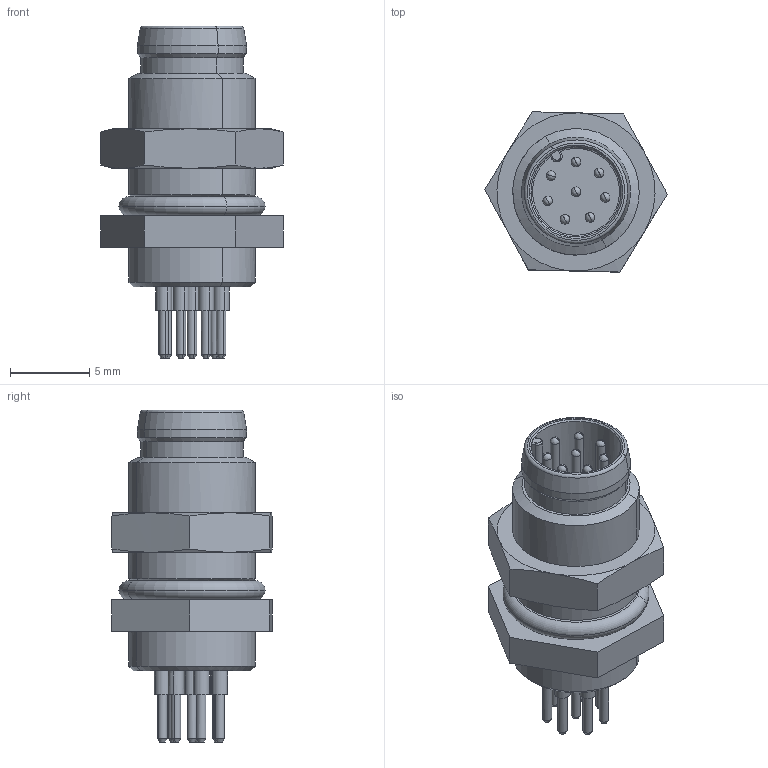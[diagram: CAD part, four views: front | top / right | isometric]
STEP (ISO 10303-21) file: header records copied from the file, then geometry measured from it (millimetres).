
FILE_DESCRIPTION(('CATIA V5 STEP Exchange','CAx-IF Rec.Pracs.--- Model Styling and Organization---1.4--- 2014-01-23'),'2;1');
FILE_NAME ('013881-2_0', '2023-10-26T05:46:26+00:00', ('none'), ('Weidmueller'), 'CATIA Version 5-6 Release 2016 SP3 HF44', 'CATIA V5 STEP AP214', 'none');
FILE_SCHEMA(('AUTOMOTIVE_DESIGN { 1 0 10303 214 1 1 1 1 }'));
Length unit declared in the file: millimetre
Products named in the file (1): 1467610000
Bounding box: 11.54 x 10.14 x 21 mm (x, y, z)
Volume: 858.7 mm3; surface area: 1027.1 mm2
Topology: 18 solids, 18 shells, 190 faces, 388 edges, 215 vertices
Faces by surface type: cylinder 68, plane 56, cone 40, sphere 16, torus 10
Entity records: 5174 total; most frequent: CARTESIAN_POINT 1617, ORIENTED_EDGE 712, DIRECTION 612, EDGE_CURVE 356, AXIS2_PLACEMENT_3D 315, VERTEX_POINT 215, EDGE_LOOP 205, ADVANCED_FACE 190
